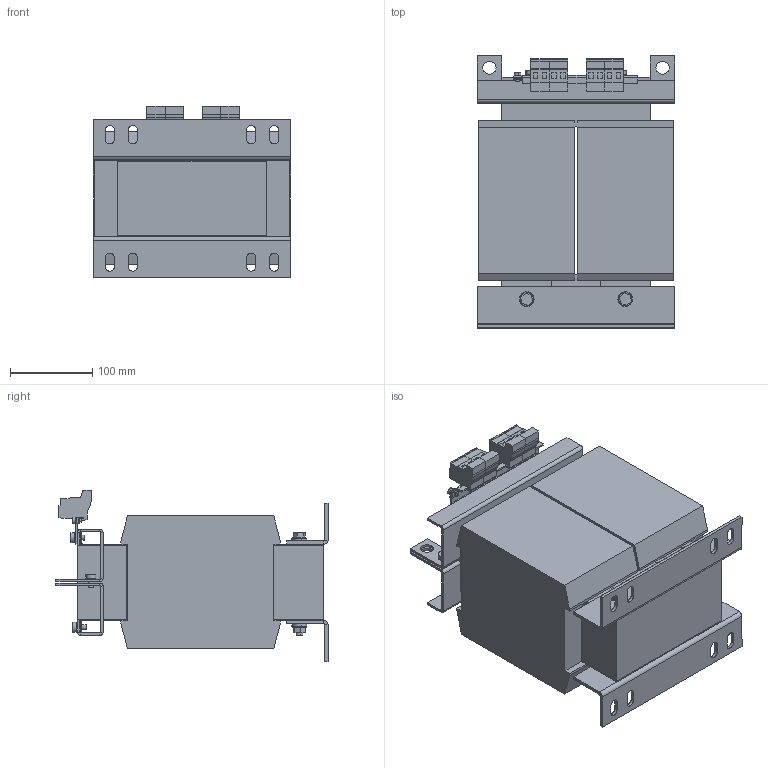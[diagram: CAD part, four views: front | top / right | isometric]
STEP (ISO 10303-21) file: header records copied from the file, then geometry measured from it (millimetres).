
FILE_DESCRIPTION (( 'STEP AP214' ), '1' );
FILE_NAME ('205618.STEP', '2020-08-28T09:32:16', ( '' ), ( '' ), 'SwSTEP 2.0', 'SolidWorks 2018', '' );
FILE_SCHEMA (( 'AUTOMOTIVE_DESIGN' ));
Length unit declared in the file: millimetre
Products named in the file (1): 205618
Bounding box: 240 x 331 x 208.55 mm (x, y, z)
Volume: 9311682.1 mm3; surface area: 572107.8 mm2
Topology: 1 solids, 1 shells, 643 faces, 1598 edges, 992 vertices
Faces by surface type: plane 475, cylinder 160, cone 4, torus 4
Entity records: 18928 total; most frequent: CARTESIAN_POINT 3338, DIRECTION 3200, ORIENTED_EDGE 3196, EDGE_CURVE 1598, LINE 1252, VECTOR 1252, VERTEX_POINT 992, AXIS2_PLACEMENT_3D 974
